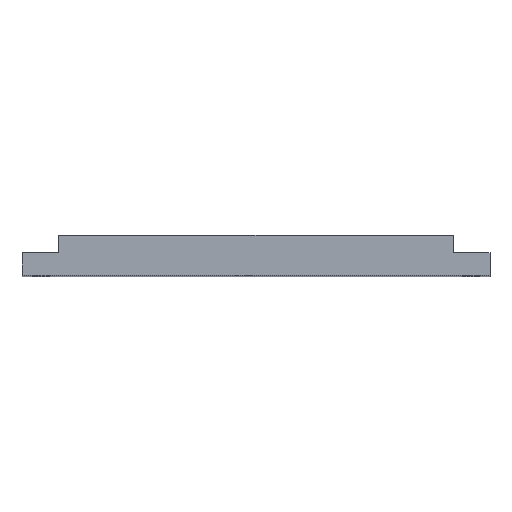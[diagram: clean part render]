
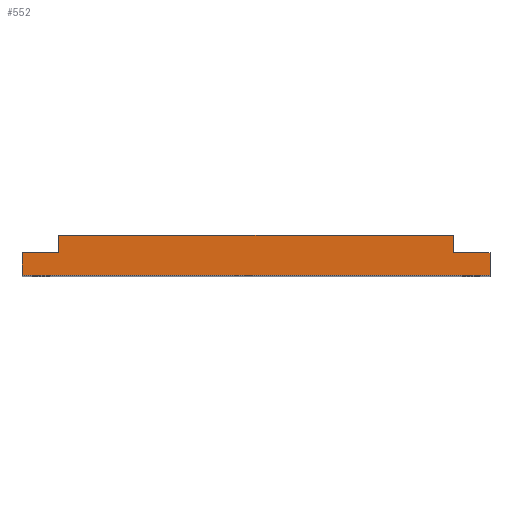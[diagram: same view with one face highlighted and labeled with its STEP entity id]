
A CAD part, top view. The second image highlights one B-rep face of the part: STEP entity #552.
In plain terms, the highlighted planar face has unit normal (0, 0, 1).
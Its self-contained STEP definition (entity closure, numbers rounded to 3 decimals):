
#8 = LINE ( 'NONE', #1194, #545 ) ;
#25 = CARTESIAN_POINT ( 'NONE',  ( 0., 6., 250. ) ) ;
#71 = EDGE_LOOP ( 'NONE', ( #206, #1232, #1171, #1255, #1464, #1576, #1071, #365 ) ) ;
#136 = VERTEX_POINT ( 'NONE', #1772 ) ;
#206 = ORIENTED_EDGE ( 'NONE', *, *, #514, .T. ) ;
#214 = LINE ( 'NONE', #1526, #412 ) ;
#224 = LINE ( 'NONE', #1543, #1340 ) ;
#230 = CARTESIAN_POINT ( 'NONE',  ( 115.2, 6., 250. ) ) ;
#233 = LINE ( 'NONE', #841, #1459 ) ;
#273 = CARTESIAN_POINT ( 'NONE',  ( 115.2, 6., 250. ) ) ;
#278 = DIRECTION ( 'NONE',  ( 0., 1., 0. ) ) ;
#287 = CARTESIAN_POINT ( 'NONE',  ( 0., 0., 250. ) ) ;
#289 = CARTESIAN_POINT ( 'NONE',  ( 115.2, 6., 250. ) ) ;
#298 = DIRECTION ( 'NONE',  ( 1., 0., 0. ) ) ;
#318 = CARTESIAN_POINT ( 'NONE',  ( 9.8, 10.7, 250. ) ) ;
#365 = ORIENTED_EDGE ( 'NONE', *, *, #402, .F. ) ;
#381 = DIRECTION ( 'NONE',  ( 1., 0., 0. ) ) ;
#402 = EDGE_CURVE ( 'NONE', #1793, #784, #1681, .T. ) ;
#412 = VECTOR ( 'NONE', #654, 1000. ) ;
#414 = LINE ( 'NONE', #1865, #1621 ) ;
#453 = CARTESIAN_POINT ( 'NONE',  ( 115.2, 10.7, 250. ) ) ;
#514 = EDGE_CURVE ( 'NONE', #1793, #1117, #1719, .T. ) ;
#545 = VECTOR ( 'NONE', #1630, 1000. ) ;
#552 = ADVANCED_FACE ( 'NONE', ( #1739 ), #846, .F. ) ;
#578 = DIRECTION ( 'NONE',  ( -1., 0., 0. ) ) ;
#654 = DIRECTION ( 'NONE',  ( 0., 1., 0. ) ) ;
#664 = EDGE_CURVE ( 'NONE', #1123, #1117, #1165, .T. ) ;
#685 = VECTOR ( 'NONE', #1237, 1000. ) ;
#728 = VERTEX_POINT ( 'NONE', #25 ) ;
#784 = VERTEX_POINT ( 'NONE', #1677 ) ;
#795 = AXIS2_PLACEMENT_3D ( 'NONE', #1267, #1897, #578 ) ;
#808 = VERTEX_POINT ( 'NONE', #1535 ) ;
#841 = CARTESIAN_POINT ( 'NONE',  ( 0., 6., 250. ) ) ;
#846 = PLANE ( 'NONE',  #795 ) ;
#903 = EDGE_CURVE ( 'NONE', #808, #784, #214, .T. ) ;
#1071 = ORIENTED_EDGE ( 'NONE', *, *, #903, .T. ) ;
#1117 = VERTEX_POINT ( 'NONE', #453 ) ;
#1123 = VERTEX_POINT ( 'NONE', #318 ) ;
#1165 = LINE ( 'NONE', #1306, #1216 ) ;
#1171 = ORIENTED_EDGE ( 'NONE', *, *, #1775, .F. ) ;
#1194 = CARTESIAN_POINT ( 'NONE',  ( 0., 0., 250. ) ) ;
#1203 = EDGE_CURVE ( 'NONE', #1877, #808, #8, .T. ) ;
#1216 = VECTOR ( 'NONE', #298, 1000. ) ;
#1232 = ORIENTED_EDGE ( 'NONE', *, *, #664, .F. ) ;
#1237 = DIRECTION ( 'NONE',  ( 1., 0., 0. ) ) ;
#1255 = ORIENTED_EDGE ( 'NONE', *, *, #1655, .F. ) ;
#1267 = CARTESIAN_POINT ( 'NONE',  ( 0., 0., 250. ) ) ;
#1306 = CARTESIAN_POINT ( 'NONE',  ( 9.8, 10.7, 250. ) ) ;
#1340 = VECTOR ( 'NONE', #1382, 1000. ) ;
#1381 = EDGE_CURVE ( 'NONE', #1877, #728, #414, .T. ) ;
#1382 = DIRECTION ( 'NONE',  ( 0., 1., 0. ) ) ;
#1459 = VECTOR ( 'NONE', #381, 1000. ) ;
#1464 = ORIENTED_EDGE ( 'NONE', *, *, #1381, .F. ) ;
#1526 = CARTESIAN_POINT ( 'NONE',  ( 125., 0., 250. ) ) ;
#1535 = CARTESIAN_POINT ( 'NONE',  ( 125., 0., 250. ) ) ;
#1543 = CARTESIAN_POINT ( 'NONE',  ( 9.8, 6., 250. ) ) ;
#1576 = ORIENTED_EDGE ( 'NONE', *, *, #1203, .T. ) ;
#1621 = VECTOR ( 'NONE', #1728, 1000. ) ;
#1630 = DIRECTION ( 'NONE',  ( 1., 0., 0. ) ) ;
#1655 = EDGE_CURVE ( 'NONE', #728, #136, #233, .T. ) ;
#1677 = CARTESIAN_POINT ( 'NONE',  ( 125., 6., 250. ) ) ;
#1681 = LINE ( 'NONE', #230, #685 ) ;
#1719 = LINE ( 'NONE', #289, #1870 ) ;
#1728 = DIRECTION ( 'NONE',  ( 0., 1., 0. ) ) ;
#1739 = FACE_OUTER_BOUND ( 'NONE', #71, .T. ) ;
#1772 = CARTESIAN_POINT ( 'NONE',  ( 9.8, 6., 250. ) ) ;
#1775 = EDGE_CURVE ( 'NONE', #136, #1123, #224, .T. ) ;
#1793 = VERTEX_POINT ( 'NONE', #273 ) ;
#1865 = CARTESIAN_POINT ( 'NONE',  ( 0., 0., 250. ) ) ;
#1870 = VECTOR ( 'NONE', #278, 1000. ) ;
#1877 = VERTEX_POINT ( 'NONE', #287 ) ;
#1897 = DIRECTION ( 'NONE',  ( 0., 0., -1. ) ) ;
